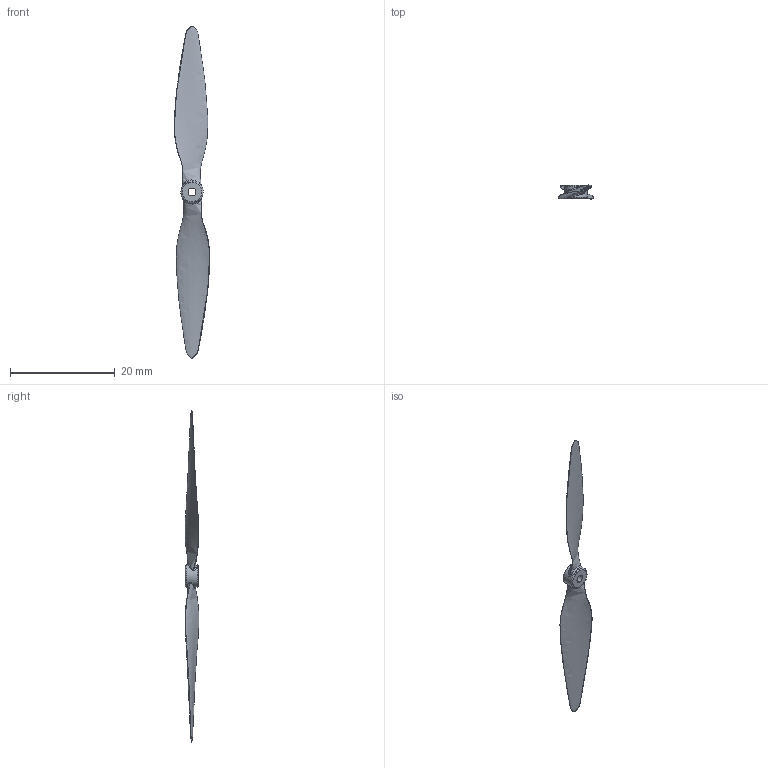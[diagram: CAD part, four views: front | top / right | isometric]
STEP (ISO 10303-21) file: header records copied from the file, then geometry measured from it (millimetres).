
FILE_DESCRIPTION (( 'STEP AP203' ), '1' );
FILE_NAME ('PropellerRED_Default_sldprt.STEP', '2024-02-04T16:43:34', ( '' ), ( '' ), 'SwSTEP 2.0', 'SolidWorks 2023', '' );
FILE_SCHEMA (( 'CONFIG_CONTROL_DESIGN' ));
Length unit declared in the file: millimetre
Products named in the file (1): PropellerRED_Default_sldprt
Bounding box: 6.75 x 2.65 x 63.5 mm (x, y, z)
Volume: 159.6 mm3; surface area: 663.3 mm2
Topology: 1 solids, 1 shells, 34 faces, 92 edges, 60 vertices
Faces by surface type: bspline 16, cylinder 8, torus 6, plane 4
Entity records: 11393 total; most frequent: CARTESIAN_POINT 10591, ORIENTED_EDGE 184, DIRECTION 108, EDGE_CURVE 92, VERTEX_POINT 60, B_SPLINE_CURVE_WITH_KNOTS 54, AXIS2_PLACEMENT_3D 51, EDGE_LOOP 36
